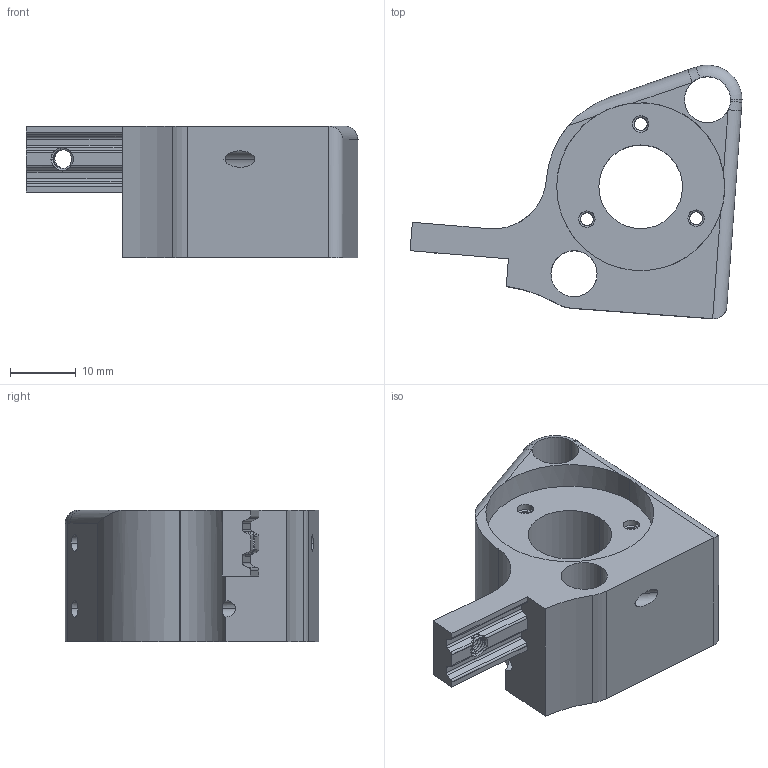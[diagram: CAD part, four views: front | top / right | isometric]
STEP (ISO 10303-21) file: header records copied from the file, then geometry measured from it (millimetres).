
FILE_DESCRIPTION (( 'STEP AP203' ), '1' );
FILE_NAME ('J5 Belt Carrier.STEP', '2020-07-20T13:16:32', ( '' ), ( '' ), 'SwSTEP 2.0', 'SolidWorks 2019', '' );
FILE_SCHEMA (( 'CONFIG_CONTROL_DESIGN' ));
Length unit declared in the file: millimetre
Products named in the file (1): J5 Belt Carrier
Bounding box: 50.4 x 38.49 x 20 mm (x, y, z)
Volume: 15011.4 mm3; surface area: 7125.6 mm2
Topology: 1 solids, 1 shells, 301 faces, 881 edges, 573 vertices
Faces by surface type: cylinder 253, plane 31, bspline 15, torus 2
Entity records: 20764 total; most frequent: CARTESIAN_POINT 14034, ORIENTED_EDGE 1762, DIRECTION 1064, EDGE_CURVE 881, VERTEX_POINT 573, AXIS2_PLACEMENT_3D 366, VECTOR 332, LINE 332
